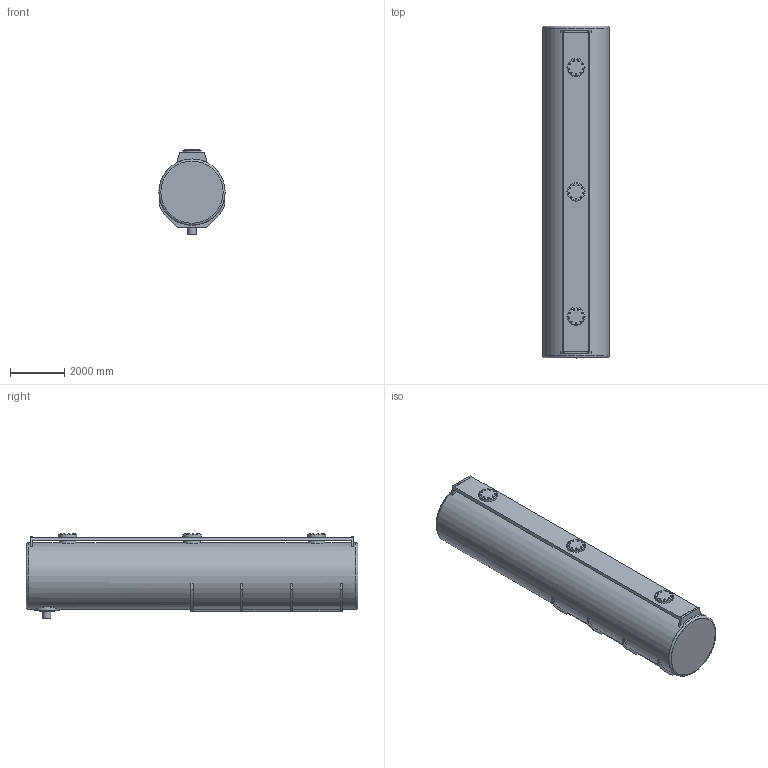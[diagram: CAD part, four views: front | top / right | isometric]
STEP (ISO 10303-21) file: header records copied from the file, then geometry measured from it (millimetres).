
FILE_DESCRIPTION(/* description */ (''),/* implementation_level */ '2;1');
FILE_NAME(/* name */ '5fca9cb5ca8247140291b467',/* time_stamp */ '2020-12-04T20:31:49+00:00',/* author */ (''),/* organization */ (''),/* preprocessor_version */ 'ST-DEVELOPER v16.7',/* originating_system */ $,/* authorisation */ $);
FILE_SCHEMA (('AUTOMOTIVE_DESIGN {1 0 10303 214 3 1 1}'));
Length unit declared in the file: metre
Products named in the file (1): tank
Bounding box: 2438.4 x 12192 x 3107.69 mm (x, y, z)
Volume: 3372523149.9 mm3; surface area: 233460790.7 mm2
Topology: 1 solids, 2 shells, 308 faces, 808 edges, 538 vertices
Faces by surface type: plane 257, cylinder 44, torus 7
Full cylindrical faces by diameter (mm): 304.8 x1, 487.68 x3, 558.8 x1, 609.6 x3, 670.56 x3, 914.4 x1, 2413 x1, 2438.4 x1
Entity records: 9792 total; most frequent: CARTESIAN_POINT 2272, ORIENTED_EDGE 1526, DIRECTION 1480, EDGE_CURVE 763, LINE 650, VECTOR 650, VERTEX_POINT 519, AXIS2_PLACEMENT_3D 415
